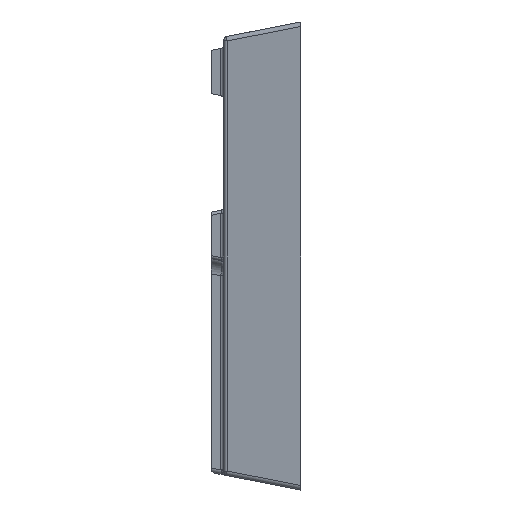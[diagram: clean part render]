
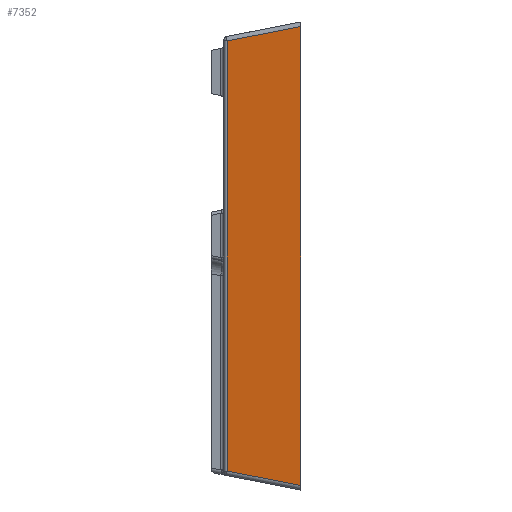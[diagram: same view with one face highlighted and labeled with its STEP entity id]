
A CAD part, left-side view. The second image highlights one B-rep face of the part: STEP entity #7352.
In plain terms, the highlighted planar face has unit normal (-0.982, 0.191, 0).
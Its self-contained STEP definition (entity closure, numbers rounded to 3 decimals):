
#322 = CARTESIAN_POINT ( 'NONE',  ( -108.052, -0.266, -74.079 ) ) ;
#633 = ORIENTED_EDGE ( 'NONE', *, *, #5214, .T. ) ;
#1177 = ORIENTED_EDGE ( 'NONE', *, *, #6082, .T. ) ;
#1700 = LINE ( 'NONE', #14220, #16397 ) ;
#2101 = CARTESIAN_POINT ( 'NONE',  ( -102.747, 27.023, 68.775 ) ) ;
#3453 = PLANE ( 'NONE',  #11754 ) ;
#4601 = VECTOR ( 'NONE', #8159, 1000. ) ;
#5214 = EDGE_CURVE ( 'NONE', #11140, #10751, #7884, .T. ) ;
#5900 = CARTESIAN_POINT ( 'NONE',  ( -108., 0., 74.028 ) ) ;
#5964 = VERTEX_POINT ( 'NONE', #14531 ) ;
#6082 = EDGE_CURVE ( 'NONE', #14442, #11140, #10599, .T. ) ;
#7232 = DIRECTION ( 'NONE',  ( 0., 0., 1. ) ) ;
#7352 = ADVANCED_FACE ( 'NONE', ( #16343 ), #3453, .T. ) ;
#7884 = LINE ( 'NONE', #12447, #4601 ) ;
#7932 = CARTESIAN_POINT ( 'NONE',  ( -108., 0., -75.5 ) ) ;
#8159 = DIRECTION ( 'NONE',  ( 0., 0., -1. ) ) ;
#9249 = DIRECTION ( 'NONE',  ( -0.982, 0.191, 0. ) ) ;
#10078 = VECTOR ( 'NONE', #15827, 1000. ) ;
#10128 = LINE ( 'NONE', #322, #10078 ) ;
#10599 = LINE ( 'NONE', #2101, #11985 ) ;
#10751 = VERTEX_POINT ( 'NONE', #15911 ) ;
#11140 = VERTEX_POINT ( 'NONE', #16171 ) ;
#11754 = AXIS2_PLACEMENT_3D ( 'NONE', #7932, #9249, #12312 ) ;
#11985 = VECTOR ( 'NONE', #12369, 1000. ) ;
#12312 = DIRECTION ( 'NONE',  ( -0.191, -0.982, 0. ) ) ;
#12369 = DIRECTION ( 'NONE',  ( 0.187, 0.964, -0.187 ) ) ;
#12447 = CARTESIAN_POINT ( 'NONE',  ( -103.376, 23.786, -69.168 ) ) ;
#12622 = EDGE_LOOP ( 'NONE', ( #1177, #633, #14826, #15450 ) ) ;
#14220 = CARTESIAN_POINT ( 'NONE',  ( -108., 0., -75.5 ) ) ;
#14442 = VERTEX_POINT ( 'NONE', #5900 ) ;
#14531 = CARTESIAN_POINT ( 'NONE',  ( -108., 0., -74.028 ) ) ;
#14826 = ORIENTED_EDGE ( 'NONE', *, *, #16105, .T. ) ;
#15450 = ORIENTED_EDGE ( 'NONE', *, *, #17507, .T. ) ;
#15827 = DIRECTION ( 'NONE',  ( -0.187, -0.964, -0.187 ) ) ;
#15911 = CARTESIAN_POINT ( 'NONE',  ( -103.376, 23.786, -69.404 ) ) ;
#16105 = EDGE_CURVE ( 'NONE', #10751, #5964, #10128, .T. ) ;
#16171 = CARTESIAN_POINT ( 'NONE',  ( -103.376, 23.786, 69.404 ) ) ;
#16343 = FACE_OUTER_BOUND ( 'NONE', #12622, .T. ) ;
#16397 = VECTOR ( 'NONE', #7232, 1000. ) ;
#17507 = EDGE_CURVE ( 'NONE', #5964, #14442, #1700, .T. ) ;
